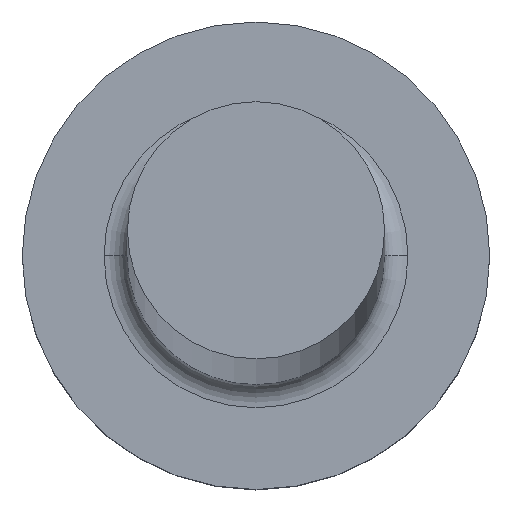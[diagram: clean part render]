
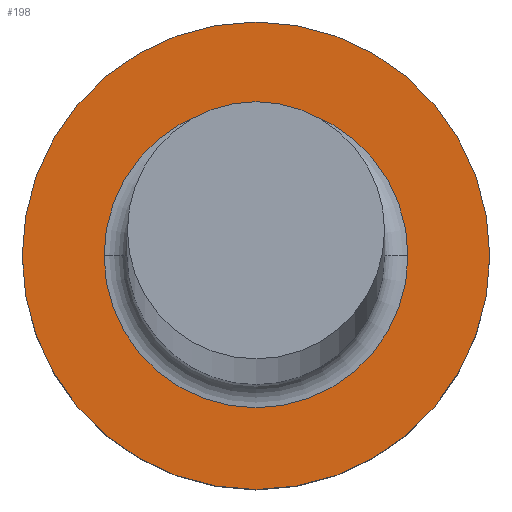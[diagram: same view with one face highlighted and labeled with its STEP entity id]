
A CAD part, top view. The second image highlights one B-rep face of the part: STEP entity #198.
In plain terms, the highlighted planar face has unit normal (0, 0, 1).
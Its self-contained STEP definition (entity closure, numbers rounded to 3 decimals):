
#2 = VERTEX_POINT ( 'NONE', #24 ) ;
#17 = EDGE_CURVE ( 'NONE', #184, #35, #152, .T. ) ;
#22 = CARTESIAN_POINT ( 'NONE',  ( 1.3, 0., 2. ) ) ;
#24 = CARTESIAN_POINT ( 'NONE',  ( 2., 0., 2. ) ) ;
#33 = CIRCLE ( 'NONE', #117, 2. ) ;
#35 = VERTEX_POINT ( 'NONE', #22 ) ;
#42 = EDGE_LOOP ( 'NONE', ( #227, #264 ) ) ;
#58 = DIRECTION ( 'NONE',  ( 1., 0., 0. ) ) ;
#72 = PLANE ( 'NONE',  #228 ) ;
#80 = CIRCLE ( 'NONE', #111, 1.3 ) ;
#81 = DIRECTION ( 'NONE',  ( 1., 0., 0. ) ) ;
#83 = ORIENTED_EDGE ( 'NONE', *, *, #284, .T. ) ;
#86 = DIRECTION ( 'NONE',  ( 1., 0., 0. ) ) ;
#100 = CARTESIAN_POINT ( 'NONE',  ( 0., 0., 2. ) ) ;
#101 = AXIS2_PLACEMENT_3D ( 'NONE', #156, #253, #234 ) ;
#108 = CARTESIAN_POINT ( 'NONE',  ( -1.3, 0., 2. ) ) ;
#111 = AXIS2_PLACEMENT_3D ( 'NONE', #182, #279, #58 ) ;
#117 = AXIS2_PLACEMENT_3D ( 'NONE', #100, #201, #81 ) ;
#123 = CIRCLE ( 'NONE', #101, 2. ) ;
#147 = AXIS2_PLACEMENT_3D ( 'NONE', #216, #210, #86 ) ;
#152 = CIRCLE ( 'NONE', #147, 1.3 ) ;
#156 = CARTESIAN_POINT ( 'NONE',  ( 0., 0., 2. ) ) ;
#175 = CARTESIAN_POINT ( 'NONE',  ( 0., 0., 2. ) ) ;
#182 = CARTESIAN_POINT ( 'NONE',  ( 0., 0., 2. ) ) ;
#184 = VERTEX_POINT ( 'NONE', #108 ) ;
#195 = EDGE_LOOP ( 'NONE', ( #282, #83 ) ) ;
#198 = ADVANCED_FACE ( 'NONE', ( #251, #220 ), #72, .T. ) ;
#200 = DIRECTION ( 'NONE',  ( 1., 0., 0. ) ) ;
#201 = DIRECTION ( 'NONE',  ( 0., 0., 1. ) ) ;
#210 = DIRECTION ( 'NONE',  ( 0., 0., -1. ) ) ;
#216 = CARTESIAN_POINT ( 'NONE',  ( 0., 0., 2. ) ) ;
#220 = FACE_OUTER_BOUND ( 'NONE', #195, .T. ) ;
#224 = VERTEX_POINT ( 'NONE', #297 ) ;
#227 = ORIENTED_EDGE ( 'NONE', *, *, #265, .T. ) ;
#228 = AXIS2_PLACEMENT_3D ( 'NONE', #175, #245, #200 ) ;
#234 = DIRECTION ( 'NONE',  ( 1., 0., 0. ) ) ;
#245 = DIRECTION ( 'NONE',  ( 0., 0., 1. ) ) ;
#251 = FACE_BOUND ( 'NONE', #42, .T. ) ;
#253 = DIRECTION ( 'NONE',  ( 0., 0., 1. ) ) ;
#258 = EDGE_CURVE ( 'NONE', #224, #2, #33, .T. ) ;
#264 = ORIENTED_EDGE ( 'NONE', *, *, #17, .T. ) ;
#265 = EDGE_CURVE ( 'NONE', #35, #184, #80, .T. ) ;
#279 = DIRECTION ( 'NONE',  ( 0., 0., -1. ) ) ;
#282 = ORIENTED_EDGE ( 'NONE', *, *, #258, .T. ) ;
#284 = EDGE_CURVE ( 'NONE', #2, #224, #123, .T. ) ;
#297 = CARTESIAN_POINT ( 'NONE',  ( -2., 0., 2. ) ) ;
